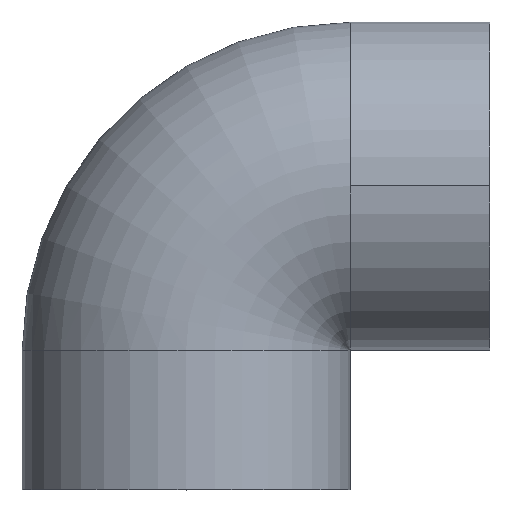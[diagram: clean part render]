
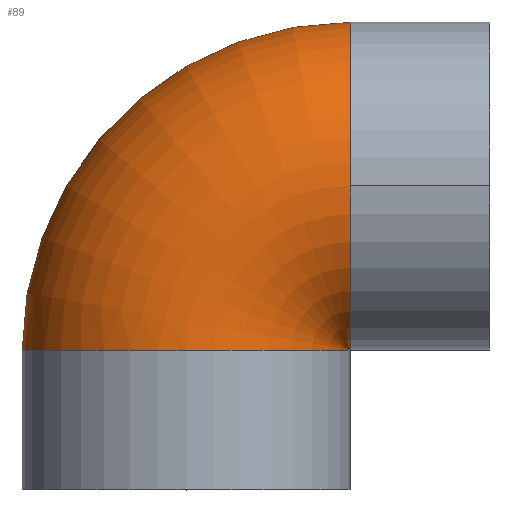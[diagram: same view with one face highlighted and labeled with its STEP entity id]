
A CAD part, top view. The second image highlights one B-rep face of the part: STEP entity #89.
In plain terms, the highlighted toroidal (fillet/blend) face has major radius 21.61 mm and minor radius 21.6 mm.
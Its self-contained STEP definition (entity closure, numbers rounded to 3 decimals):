
#89 = ADVANCED_FACE( '', ( #125 ), #126, .T. );
#125 = FACE_OUTER_BOUND( '', #165, .T. );
#126 = TOROIDAL_SURFACE( '', #166, 21.61, 21.6 );
#165 = EDGE_LOOP( '', ( #279, #280, #281, #282, #283, #284 ) );
#166 = AXIS2_PLACEMENT_3D( '', #285, #286, #287 );
#279 = ORIENTED_EDGE( '', *, *, #308, .T. );
#280 = ORIENTED_EDGE( '', *, *, #345, .F. );
#281 = ORIENTED_EDGE( '', *, *, #312, .T. );
#282 = ORIENTED_EDGE( '', *, *, #346, .F. );
#283 = ORIENTED_EDGE( '', *, *, #341, .T. );
#284 = ORIENTED_EDGE( '', *, *, #344, .T. );
#285 = CARTESIAN_POINT( '', ( 21.61, -1.65, 0. ) );
#286 = DIRECTION( '', ( 0., 0., 1. ) );
#287 = DIRECTION( '', ( 1., 0., 0. ) );
#308 = EDGE_CURVE( '', #348, #349, #350, .T. );
#312 = EDGE_CURVE( '', #357, #355, #358, .T. );
#341 = EDGE_CURVE( '', #406, #404, #407, .T. );
#344 = EDGE_CURVE( '', #404, #348, #410, .T. );
#345 = EDGE_CURVE( '', #357, #349, #411, .T. );
#346 = EDGE_CURVE( '', #406, #355, #412, .T. );
#348 = VERTEX_POINT( '', #414 );
#349 = VERTEX_POINT( '', #415 );
#350 = CIRCLE( '', #416, 43.21 );
#355 = VERTEX_POINT( '', #489 );
#357 = VERTEX_POINT( '', #491 );
#358 = CIRCLE( '', #492, 0.01 );
#404 = VERTEX_POINT( '', #806 );
#406 = VERTEX_POINT( '', #808 );
#407 = B_SPLINE_CURVE_WITH_KNOTS( '', 3, ( #809, #810, #811, #812 ), .UNSPECIFIED., .F., .F., ( 4, 4 ), ( -0.01, 0. ), .UNSPECIFIED. );
#410 = B_SPLINE_CURVE_WITH_KNOTS( '', 3, ( #815, #816, #817, #818, #819, #820, #821, #822, #823, #824, #825, #826, #827, #828, #829, #830, #831, #832, #833, #834, #835, #836, #837, #838, #839, #840, #841, #842, #843, #844, #845, #846, #847, #848, #849, #850, #851, #852, #853, #854, #855, #856, #857, #858, #859, #860, #861, #862, #863, #864, #865, #866, #867, #868, #869, #870, #871, #872, #873, #874, #875, #876, #877, #878, #879, #880 ), .UNSPECIFIED., .F., .F., ( 4, 2, 2, 2, 2, 2, 2, 2, 2, 2, 2, 2, 2, 2, 2, 2, 2, 2, 2, 2, 2, 2, 2, 2, 2, 2, 2, 2, 2, 2, 2, 2, 4 ), ( 32., 33.98, 35.979, 37.978, 39.977, 41.977, 43.976, 45.975, 47.975, 49.974, 51.973, 53.973, 55.972, 57.971, 59.97, 61.97, 63.969, 65.968, 67.968, 69.967, 71.966, 73.966, 75.965, 77.964, 79.963, 81.963, 83.962, 85.961, 87.961, 89.96, 91.959, 93.959, 95.938 ), .UNSPECIFIED. );
#411 = CIRCLE( '', #881, 21.6 );
#412 = CIRCLE( '', #882, 21.6 );
#414 = CARTESIAN_POINT( '', ( 21.6, 41.56, 0. ) );
#415 = CARTESIAN_POINT( '', ( -21.6, -1.65, 0. ) );
#416 = AXIS2_PLACEMENT_3D( '', #884, #885, #886 );
#489 = CARTESIAN_POINT( '', ( 21.61, -1.64, 0. ) );
#491 = CARTESIAN_POINT( '', ( 21.6, -1.65, 0. ) );
#492 = AXIS2_PLACEMENT_3D( '', #890, #891, #892 );
#806 = CARTESIAN_POINT( '', ( 21.6, 19.98, 21.6 ) );
#808 = CARTESIAN_POINT( '', ( 21.61, 19.98, 21.6 ) );
#809 = CARTESIAN_POINT( '', ( 21.61, 19.98, 21.6 ) );
#810 = CARTESIAN_POINT( '', ( 21.607, 19.98, 21.6 ) );
#811 = CARTESIAN_POINT( '', ( 21.603, 19.98, 21.6 ) );
#812 = CARTESIAN_POINT( '', ( 21.6, 19.98, 21.6 ) );
#815 = CARTESIAN_POINT( '', ( 21.6, 19.98, 21.6 ) );
#816 = CARTESIAN_POINT( '', ( 21.6, 20.64, 21.599 ) );
#817 = CARTESIAN_POINT( '', ( 21.6, 21.331, 21.568 ) );
#818 = CARTESIAN_POINT( '', ( 21.6, 22.741, 21.432 ) );
#819 = CARTESIAN_POINT( '', ( 21.6, 23.461, 21.327 ) );
#820 = CARTESIAN_POINT( '', ( 21.6, 24.887, 21.043 ) );
#821 = CARTESIAN_POINT( '', ( 21.6, 25.592, 20.865 ) );
#822 = CARTESIAN_POINT( '', ( 21.6, 26.954, 20.449 ) );
#823 = CARTESIAN_POINT( '', ( 21.6, 27.61, 20.211 ) );
#824 = CARTESIAN_POINT( '', ( 21.6, 28.842, 19.701 ) );
#825 = CARTESIAN_POINT( '', ( 21.6, 29.474, 19.405 ) );
#826 = CARTESIAN_POINT( '', ( 21.6, 30.731, 18.736 ) );
#827 = CARTESIAN_POINT( '', ( 21.6, 31.356, 18.363 ) );
#828 = CARTESIAN_POINT( '', ( 21.6, 32.565, 17.556 ) );
#829 = CARTESIAN_POINT( '', ( 21.6, 33.148, 17.121 ) );
#830 = CARTESIAN_POINT( '', ( 21.6, 34.247, 16.216 ) );
#831 = CARTESIAN_POINT( '', ( 21.6, 34.762, 15.745 ) );
#832 = CARTESIAN_POINT( '', ( 21.6, 35.705, 14.802 ) );
#833 = CARTESIAN_POINT( '', ( 21.6, 36.176, 14.287 ) );
#834 = CARTESIAN_POINT( '', ( 21.6, 37.081, 13.188 ) );
#835 = CARTESIAN_POINT( '', ( 21.6, 37.516, 12.605 ) );
#836 = CARTESIAN_POINT( '', ( 21.6, 38.323, 11.396 ) );
#837 = CARTESIAN_POINT( '', ( 21.6, 38.696, 10.771 ) );
#838 = CARTESIAN_POINT( '', ( 21.6, 39.365, 9.514 ) );
#839 = CARTESIAN_POINT( '', ( 21.6, 39.661, 8.882 ) );
#840 = CARTESIAN_POINT( '', ( 21.6, 40.171, 7.65 ) );
#841 = CARTESIAN_POINT( '', ( 21.6, 40.409, 6.994 ) );
#842 = CARTESIAN_POINT( '', ( 21.6, 40.825, 5.632 ) );
#843 = CARTESIAN_POINT( '', ( 21.6, 41.003, 4.927 ) );
#844 = CARTESIAN_POINT( '', ( 21.6, 41.287, 3.501 ) );
#845 = CARTESIAN_POINT( '', ( 21.6, 41.392, 2.781 ) );
#846 = CARTESIAN_POINT( '', ( 21.6, 41.529, 1.364 ) );
#847 = CARTESIAN_POINT( '', ( 21.6, 41.56, 0.666 ) );
#848 = CARTESIAN_POINT( '', ( 21.6, 41.56, -0.666 ) );
#849 = CARTESIAN_POINT( '', ( 21.6, 41.529, -1.364 ) );
#850 = CARTESIAN_POINT( '', ( 21.6, 41.392, -2.781 ) );
#851 = CARTESIAN_POINT( '', ( 21.6, 41.287, -3.501 ) );
#852 = CARTESIAN_POINT( '', ( 21.6, 41.003, -4.927 ) );
#853 = CARTESIAN_POINT( '', ( 21.6, 40.825, -5.632 ) );
#854 = CARTESIAN_POINT( '', ( 21.6, 40.409, -6.994 ) );
#855 = CARTESIAN_POINT( '', ( 21.6, 40.171, -7.65 ) );
#856 = CARTESIAN_POINT( '', ( 21.6, 39.661, -8.882 ) );
#857 = CARTESIAN_POINT( '', ( 21.6, 39.365, -9.514 ) );
#858 = CARTESIAN_POINT( '', ( 21.6, 38.696, -10.771 ) );
#859 = CARTESIAN_POINT( '', ( 21.6, 38.323, -11.396 ) );
#860 = CARTESIAN_POINT( '', ( 21.6, 37.516, -12.605 ) );
#861 = CARTESIAN_POINT( '', ( 21.6, 37.081, -13.188 ) );
#862 = CARTESIAN_POINT( '', ( 21.6, 36.176, -14.287 ) );
#863 = CARTESIAN_POINT( '', ( 21.6, 35.705, -14.802 ) );
#864 = CARTESIAN_POINT( '', ( 21.6, 34.762, -15.745 ) );
#865 = CARTESIAN_POINT( '', ( 21.6, 34.247, -16.216 ) );
#866 = CARTESIAN_POINT( '', ( 21.6, 33.148, -17.121 ) );
#867 = CARTESIAN_POINT( '', ( 21.6, 32.565, -17.556 ) );
#868 = CARTESIAN_POINT( '', ( 21.6, 31.356, -18.363 ) );
#869 = CARTESIAN_POINT( '', ( 21.6, 30.731, -18.736 ) );
#870 = CARTESIAN_POINT( '', ( 21.6, 29.474, -19.405 ) );
#871 = CARTESIAN_POINT( '', ( 21.6, 28.842, -19.701 ) );
#872 = CARTESIAN_POINT( '', ( 21.6, 27.61, -20.211 ) );
#873 = CARTESIAN_POINT( '', ( 21.6, 26.954, -20.449 ) );
#874 = CARTESIAN_POINT( '', ( 21.6, 25.592, -20.865 ) );
#875 = CARTESIAN_POINT( '', ( 21.6, 24.887, -21.043 ) );
#876 = CARTESIAN_POINT( '', ( 21.6, 23.461, -21.327 ) );
#877 = CARTESIAN_POINT( '', ( 21.6, 22.741, -21.432 ) );
#878 = CARTESIAN_POINT( '', ( 21.6, 21.331, -21.568 ) );
#879 = CARTESIAN_POINT( '', ( 21.6, 20.64, -21.599 ) );
#880 = CARTESIAN_POINT( '', ( 21.6, 19.98, -21.6 ) );
#881 = AXIS2_PLACEMENT_3D( '', #955, #956, #957 );
#882 = AXIS2_PLACEMENT_3D( '', #958, #959, #960 );
#884 = CARTESIAN_POINT( '', ( 21.61, -1.65, 0. ) );
#885 = DIRECTION( '', ( 0., 0., 1. ) );
#886 = DIRECTION( '', ( 1., 0., 0. ) );
#890 = CARTESIAN_POINT( '', ( 21.61, -1.65, 0. ) );
#891 = DIRECTION( '', ( 0., 0., -1. ) );
#892 = DIRECTION( '', ( 1., 0., 0. ) );
#955 = CARTESIAN_POINT( '', ( 0., -1.65, 0. ) );
#956 = DIRECTION( '', ( 0., -1., 0. ) );
#957 = DIRECTION( '', ( 1., 0., 0. ) );
#958 = CARTESIAN_POINT( '', ( 21.61, 19.96, 0. ) );
#959 = DIRECTION( '', ( 1., 0., 0. ) );
#960 = DIRECTION( '', ( 0., -1., 0. ) );
